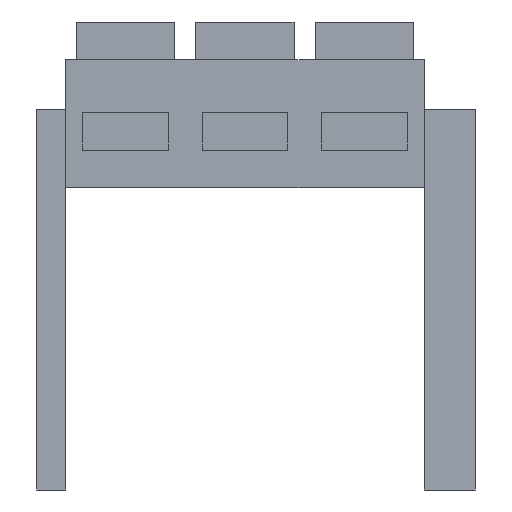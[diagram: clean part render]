
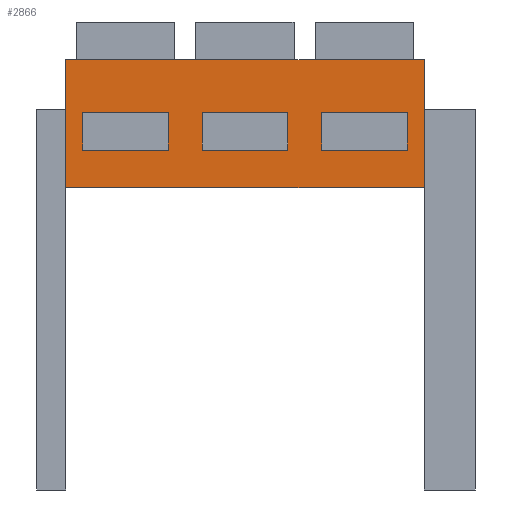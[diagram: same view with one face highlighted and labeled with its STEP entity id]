
A CAD part, front view. The second image highlights one B-rep face of the part: STEP entity #2866.
In plain terms, the highlighted planar face has unit normal (0, -1, 0).
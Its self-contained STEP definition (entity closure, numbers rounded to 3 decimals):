
#23 = CARTESIAN_POINT ( 'NONE',  ( -130., 0., 44. ) ) ;
#48 = LINE ( 'NONE', #2158, #626 ) ;
#99 = DIRECTION ( 'NONE',  ( 1., 0., 0. ) ) ;
#116 = VERTEX_POINT ( 'NONE', #23 ) ;
#129 = LINE ( 'NONE', #355, #2682 ) ;
#162 = VECTOR ( 'NONE', #2888, 1000. ) ;
#205 = FACE_OUTER_BOUND ( 'NONE', #2543, .T. ) ;
#209 = VERTEX_POINT ( 'NONE', #1320 ) ;
#220 = VERTEX_POINT ( 'NONE', #2293 ) ;
#292 = LINE ( 'NONE', #832, #2832 ) ;
#342 = CARTESIAN_POINT ( 'NONE',  ( 0., 0., 75. ) ) ;
#355 = CARTESIAN_POINT ( 'NONE',  ( -130., 0., 22. ) ) ;
#412 = ORIENTED_EDGE ( 'NONE', *, *, #646, .T. ) ;
#434 = DIRECTION ( 'NONE',  ( 0., 0., -1. ) ) ;
#456 = LINE ( 'NONE', #2807, #3018 ) ;
#481 = LINE ( 'NONE', #2741, #1062 ) ;
#495 = CARTESIAN_POINT ( 'NONE',  ( -200., 0., 22. ) ) ;
#510 = CARTESIAN_POINT ( 'NONE',  ( 0., 0., 75. ) ) ;
#571 = VECTOR ( 'NONE', #2599, 1000. ) ;
#576 = CARTESIAN_POINT ( 'NONE',  ( -200., 0., 22. ) ) ;
#595 = VERTEX_POINT ( 'NONE', #1459 ) ;
#612 = DIRECTION ( 'NONE',  ( 0., 0., 1. ) ) ;
#626 = VECTOR ( 'NONE', #434, 1000. ) ;
#646 = EDGE_CURVE ( 'NONE', #2358, #595, #1746, .T. ) ;
#649 = ORIENTED_EDGE ( 'NONE', *, *, #1039, .T. ) ;
#680 = VERTEX_POINT ( 'NONE', #510 ) ;
#708 = ORIENTED_EDGE ( 'NONE', *, *, #2824, .F. ) ;
#773 = DIRECTION ( 'NONE',  ( 0., 0., 1. ) ) ;
#783 = VECTOR ( 'NONE', #2256, 1000. ) ;
#812 = EDGE_CURVE ( 'NONE', #116, #1597, #456, .T. ) ;
#826 = DIRECTION ( 'NONE',  ( 0., 0., 1. ) ) ;
#829 = ORIENTED_EDGE ( 'NONE', *, *, #2337, .T. ) ;
#832 = CARTESIAN_POINT ( 'NONE',  ( 0., 0., 75. ) ) ;
#843 = DIRECTION ( 'NONE',  ( 1., 0., 0. ) ) ;
#864 = VERTEX_POINT ( 'NONE', #2816 ) ;
#878 = FACE_BOUND ( 'NONE', #2039, .T. ) ;
#888 = CARTESIAN_POINT ( 'NONE',  ( 0., 0., 75. ) ) ;
#962 = CARTESIAN_POINT ( 'NONE',  ( -80., 0., 44. ) ) ;
#1016 = VERTEX_POINT ( 'NONE', #3169 ) ;
#1039 = EDGE_CURVE ( 'NONE', #864, #1016, #1720, .T. ) ;
#1062 = VECTOR ( 'NONE', #1676, 1000. ) ;
#1063 = VECTOR ( 'NONE', #2675, 1000. ) ;
#1140 = EDGE_CURVE ( 'NONE', #2596, #209, #2797, .T. ) ;
#1143 = VECTOR ( 'NONE', #773, 1000. ) ;
#1148 = VERTEX_POINT ( 'NONE', #2652 ) ;
#1186 = CARTESIAN_POINT ( 'NONE',  ( -200., 0., 44. ) ) ;
#1193 = CARTESIAN_POINT ( 'NONE',  ( -150., 0., 44. ) ) ;
#1218 = CARTESIAN_POINT ( 'NONE',  ( -150., 0., 22. ) ) ;
#1230 = DIRECTION ( 'NONE',  ( 0., 0., -1. ) ) ;
#1258 = EDGE_CURVE ( 'NONE', #1148, #220, #2402, .T. ) ;
#1269 = VECTOR ( 'NONE', #1452, 1000. ) ;
#1270 = ORIENTED_EDGE ( 'NONE', *, *, #2902, .T. ) ;
#1285 = EDGE_LOOP ( 'NONE', ( #2012, #2360, #2064, #1270 ) ) ;
#1301 = ORIENTED_EDGE ( 'NONE', *, *, #2887, .T. ) ;
#1304 = VECTOR ( 'NONE', #2828, 1000. ) ;
#1320 = CARTESIAN_POINT ( 'NONE',  ( -60., 0., 22. ) ) ;
#1375 = VERTEX_POINT ( 'NONE', #1193 ) ;
#1402 = CARTESIAN_POINT ( 'NONE',  ( 0., 0., 0. ) ) ;
#1420 = CARTESIAN_POINT ( 'NONE',  ( -60., 0., 22. ) ) ;
#1452 = DIRECTION ( 'NONE',  ( 1., 0., 0. ) ) ;
#1456 = CARTESIAN_POINT ( 'NONE',  ( 0., 0., 0. ) ) ;
#1459 = CARTESIAN_POINT ( 'NONE',  ( -200., 0., 22. ) ) ;
#1521 = EDGE_CURVE ( 'NONE', #2273, #1375, #481, .T. ) ;
#1530 = FACE_BOUND ( 'NONE', #1632, .T. ) ;
#1597 = VERTEX_POINT ( 'NONE', #962 ) ;
#1623 = VECTOR ( 'NONE', #2442, 1000. ) ;
#1632 = EDGE_LOOP ( 'NONE', ( #649, #1301, #2260, #2028 ) ) ;
#1643 = LINE ( 'NONE', #2226, #1143 ) ;
#1654 = VECTOR ( 'NONE', #1970, 1000. ) ;
#1676 = DIRECTION ( 'NONE',  ( 1., 0., 0. ) ) ;
#1720 = LINE ( 'NONE', #2425, #1063 ) ;
#1746 = LINE ( 'NONE', #495, #1654 ) ;
#1765 = VECTOR ( 'NONE', #1230, 1000. ) ;
#1830 = PLANE ( 'NONE',  #2312 ) ;
#1855 = CARTESIAN_POINT ( 'NONE',  ( -10., 0., 22. ) ) ;
#1905 = LINE ( 'NONE', #2666, #1269 ) ;
#1970 = DIRECTION ( 'NONE',  ( -1., 0., 0. ) ) ;
#1994 = CARTESIAN_POINT ( 'NONE',  ( -10., 0., 22. ) ) ;
#2012 = ORIENTED_EDGE ( 'NONE', *, *, #1140, .T. ) ;
#2028 = ORIENTED_EDGE ( 'NONE', *, *, #2245, .T. ) ;
#2039 = EDGE_LOOP ( 'NONE', ( #412, #2778, #2090, #2131 ) ) ;
#2064 = ORIENTED_EDGE ( 'NONE', *, *, #3116, .T. ) ;
#2075 = DIRECTION ( 'NONE',  ( 0., 1., 0. ) ) ;
#2090 = ORIENTED_EDGE ( 'NONE', *, *, #1521, .T. ) ;
#2131 = ORIENTED_EDGE ( 'NONE', *, *, #2660, .T. ) ;
#2158 = CARTESIAN_POINT ( 'NONE',  ( -80., 0., 22. ) ) ;
#2210 = CARTESIAN_POINT ( 'NONE',  ( -210., 0., 75. ) ) ;
#2226 = CARTESIAN_POINT ( 'NONE',  ( -60., 0., 22. ) ) ;
#2245 = EDGE_CURVE ( 'NONE', #1597, #864, #48, .T. ) ;
#2256 = DIRECTION ( 'NONE',  ( 0., 0., -1. ) ) ;
#2260 = ORIENTED_EDGE ( 'NONE', *, *, #812, .T. ) ;
#2273 = VERTEX_POINT ( 'NONE', #1186 ) ;
#2281 = LINE ( 'NONE', #1456, #1623 ) ;
#2293 = CARTESIAN_POINT ( 'NONE',  ( -210., 0., 0. ) ) ;
#2303 = ORIENTED_EDGE ( 'NONE', *, *, #1258, .T. ) ;
#2312 = AXIS2_PLACEMENT_3D ( 'NONE', #342, #2075, #612 ) ;
#2321 = DIRECTION ( 'NONE',  ( 0., 0., 1. ) ) ;
#2337 = EDGE_CURVE ( 'NONE', #220, #2984, #2281, .T. ) ;
#2358 = VERTEX_POINT ( 'NONE', #1218 ) ;
#2360 = ORIENTED_EDGE ( 'NONE', *, *, #2620, .T. ) ;
#2402 = LINE ( 'NONE', #2210, #1765 ) ;
#2425 = CARTESIAN_POINT ( 'NONE',  ( -130., 0., 22. ) ) ;
#2442 = DIRECTION ( 'NONE',  ( 1., 0., 0. ) ) ;
#2543 = EDGE_LOOP ( 'NONE', ( #829, #3154, #708, #2303 ) ) ;
#2557 = VECTOR ( 'NONE', #826, 1000. ) ;
#2590 = CARTESIAN_POINT ( 'NONE',  ( -60., 0., 44. ) ) ;
#2596 = VERTEX_POINT ( 'NONE', #1994 ) ;
#2599 = DIRECTION ( 'NONE',  ( 0., 0., -1. ) ) ;
#2620 = EDGE_CURVE ( 'NONE', #209, #2917, #1643, .T. ) ;
#2652 = CARTESIAN_POINT ( 'NONE',  ( -210., 0., 75. ) ) ;
#2660 = EDGE_CURVE ( 'NONE', #1375, #2358, #2724, .T. ) ;
#2666 = CARTESIAN_POINT ( 'NONE',  ( -60., 0., 44. ) ) ;
#2675 = DIRECTION ( 'NONE',  ( -1., 0., 0. ) ) ;
#2682 = VECTOR ( 'NONE', #2321, 1000. ) ;
#2724 = LINE ( 'NONE', #2750, #783 ) ;
#2729 = VERTEX_POINT ( 'NONE', #2767 ) ;
#2741 = CARTESIAN_POINT ( 'NONE',  ( -200., 0., 44. ) ) ;
#2750 = CARTESIAN_POINT ( 'NONE',  ( -150., 0., 22. ) ) ;
#2759 = EDGE_CURVE ( 'NONE', #595, #2273, #3152, .T. ) ;
#2764 = FACE_BOUND ( 'NONE', #1285, .T. ) ;
#2767 = CARTESIAN_POINT ( 'NONE',  ( -10., 0., 44. ) ) ;
#2778 = ORIENTED_EDGE ( 'NONE', *, *, #2759, .T. ) ;
#2797 = LINE ( 'NONE', #1420, #162 ) ;
#2807 = CARTESIAN_POINT ( 'NONE',  ( -130., 0., 44. ) ) ;
#2816 = CARTESIAN_POINT ( 'NONE',  ( -80., 0., 22. ) ) ;
#2824 = EDGE_CURVE ( 'NONE', #1148, #680, #292, .T. ) ;
#2828 = DIRECTION ( 'NONE',  ( 0., 0., -1. ) ) ;
#2832 = VECTOR ( 'NONE', #843, 1000. ) ;
#2866 = ADVANCED_FACE ( 'NONE', ( #878, #2764, #1530, #205 ), #1830, .F. ) ;
#2887 = EDGE_CURVE ( 'NONE', #1016, #116, #129, .T. ) ;
#2888 = DIRECTION ( 'NONE',  ( -1., 0., 0. ) ) ;
#2902 = EDGE_CURVE ( 'NONE', #2729, #2596, #3195, .T. ) ;
#2917 = VERTEX_POINT ( 'NONE', #2590 ) ;
#2921 = EDGE_CURVE ( 'NONE', #680, #2984, #3114, .T. ) ;
#2984 = VERTEX_POINT ( 'NONE', #1402 ) ;
#3018 = VECTOR ( 'NONE', #99, 1000. ) ;
#3114 = LINE ( 'NONE', #888, #571 ) ;
#3116 = EDGE_CURVE ( 'NONE', #2917, #2729, #1905, .T. ) ;
#3152 = LINE ( 'NONE', #576, #2557 ) ;
#3154 = ORIENTED_EDGE ( 'NONE', *, *, #2921, .F. ) ;
#3169 = CARTESIAN_POINT ( 'NONE',  ( -130., 0., 22. ) ) ;
#3195 = LINE ( 'NONE', #1855, #1304 ) ;
